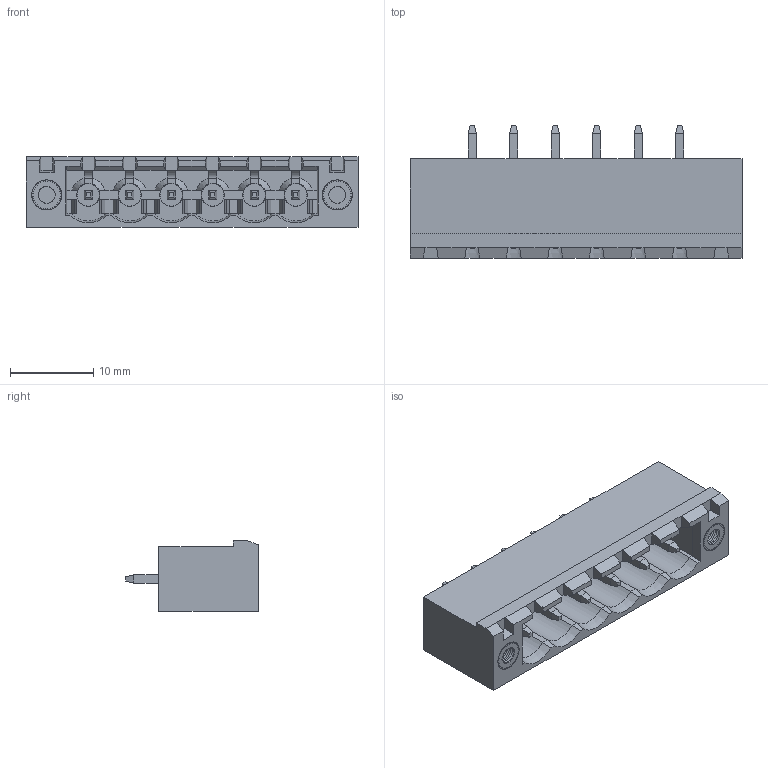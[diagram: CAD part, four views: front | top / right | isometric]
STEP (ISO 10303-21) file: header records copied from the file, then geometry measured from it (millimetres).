
FILE_DESCRIPTION((''),'2;1');
FILE_NAME('WJ2EDGVM-500-6P-00A','2017-03-16T',('QZY'),(''),'CREO PARAMETRIC BY PTC INC, 2014440','CREO PARAMETRIC BY PTC INC, 2014440','');
FILE_SCHEMA(('CONFIG_CONTROL_DESIGN'));
Length unit declared in the file: millimetre
Products named in the file (1): WJ2EDGVM-500-6P-00A
Bounding box: 40 x 16 x 8.5 mm (x, y, z)
Volume: 1906.1 mm3; surface area: 3671.4 mm2
Topology: 1 solids, 1 shells, 761 faces, 2347 edges, 1538 vertices
Faces by surface type: plane 591, cone 114, cylinder 32, bspline 24
Entity records: 32022 total; most frequent: CARTESIAN_POINT 11438, ORIENTED_EDGE 4694, DIRECTION 3727, EDGE_CURVE 2347, VECTOR 1545, LINE 1545, VERTEX_POINT 1538, AXIS2_PLACEMENT_3D 1091
